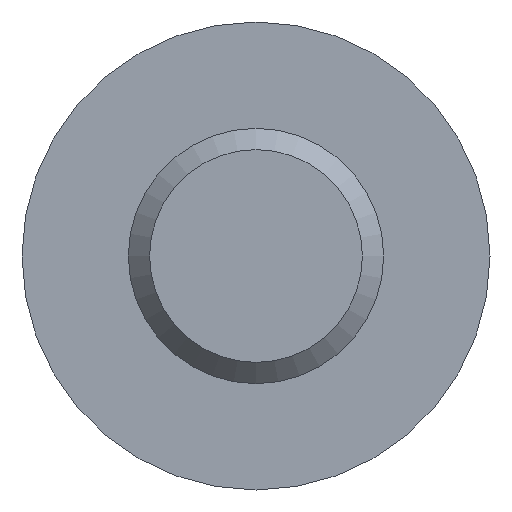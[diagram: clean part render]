
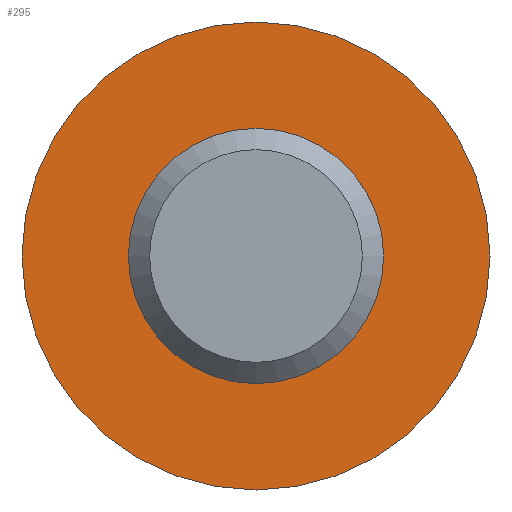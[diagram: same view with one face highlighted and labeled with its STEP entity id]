
A CAD part, front view. The second image highlights one B-rep face of the part: STEP entity #295.
In plain terms, the highlighted planar face has unit normal (0, -1, 0).
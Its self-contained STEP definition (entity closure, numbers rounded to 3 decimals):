
#13 = DIRECTION ( 'NONE',  ( 0., 0., -1. ) ) ;
#19 = EDGE_CURVE ( 'NONE', #240, #240, #430, .T. ) ;
#32 = AXIS2_PLACEMENT_3D ( 'NONE', #507, #462, #13 ) ;
#55 = CARTESIAN_POINT ( 'NONE',  ( 0., 10., 0. ) ) ;
#118 = CARTESIAN_POINT ( 'NONE',  ( -1.5, 10., 0. ) ) ;
#134 = ORIENTED_EDGE ( 'NONE', *, *, #19, .F. ) ;
#171 = FACE_OUTER_BOUND ( 'NONE', #174, .T. ) ;
#174 = EDGE_LOOP ( 'NONE', ( #324 ) ) ;
#240 = VERTEX_POINT ( 'NONE', #315 ) ;
#243 = DIRECTION ( 'NONE',  ( 0., 1., 0. ) ) ;
#245 = CARTESIAN_POINT ( 'NONE',  ( 0., 10., -2.75 ) ) ;
#246 = PLANE ( 'NONE',  #297 ) ;
#281 = VERTEX_POINT ( 'NONE', #245 ) ;
#294 = DIRECTION ( 'NONE',  ( 0., -1., 0. ) ) ;
#295 = ADVANCED_FACE ( 'NONE', ( #320, #171 ), #246, .F. ) ;
#297 = AXIS2_PLACEMENT_3D ( 'NONE', #118, #243, #488 ) ;
#315 = CARTESIAN_POINT ( 'NONE',  ( 0., 10., -1.5 ) ) ;
#316 = AXIS2_PLACEMENT_3D ( 'NONE', #55, #294, #341 ) ;
#320 = FACE_BOUND ( 'NONE', #478, .T. ) ;
#324 = ORIENTED_EDGE ( 'NONE', *, *, #386, .T. ) ;
#341 = DIRECTION ( 'NONE',  ( 0., 0., -1. ) ) ;
#386 = EDGE_CURVE ( 'NONE', #281, #281, #424, .T. ) ;
#424 = CIRCLE ( 'NONE', #32, 2.75 ) ;
#430 = CIRCLE ( 'NONE', #316, 1.5 ) ;
#462 = DIRECTION ( 'NONE',  ( 0., -1., 0. ) ) ;
#478 = EDGE_LOOP ( 'NONE', ( #134 ) ) ;
#488 = DIRECTION ( 'NONE',  ( 0., 0., 1. ) ) ;
#507 = CARTESIAN_POINT ( 'NONE',  ( 0., 10., 0. ) ) ;
